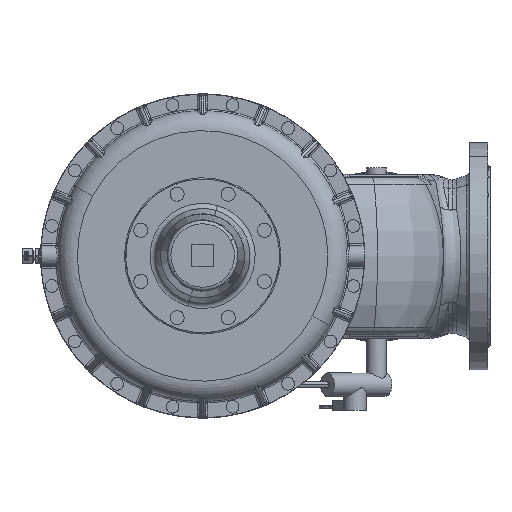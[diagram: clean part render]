
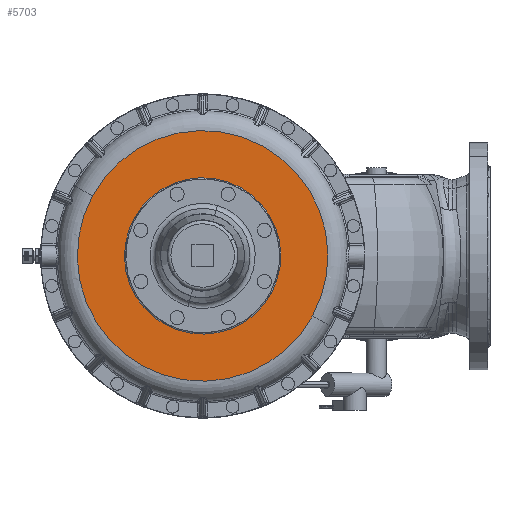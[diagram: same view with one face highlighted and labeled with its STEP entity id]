
A CAD part, top view. The second image highlights one B-rep face of the part: STEP entity #5703.
In plain terms, the highlighted planar face has unit normal (0, 0, 1).
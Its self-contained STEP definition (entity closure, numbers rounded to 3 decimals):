
#5419=CARTESIAN_POINT('Axis2P3D Location',(0.,0.,436.5)) ;
#5423=CARTESIAN_POINT('Vertex',(102.677,-56.093,436.5)) ;
#5425=CARTESIAN_POINT('Vertex',(-102.677,56.093,436.5)) ;
#5450=CARTESIAN_POINT('Axis2P3D Location',(0.,0.,436.5)) ;
#5676=CARTESIAN_POINT('Axis2P3D Location',(187.5,0.,436.5)) ;
#5681=CARTESIAN_POINT('Axis2P3D Location',(0.,0.,436.5)) ;
#5685=CARTESIAN_POINT('Vertex',(164.547,-89.892,436.5)) ;
#5687=CARTESIAN_POINT('Vertex',(-164.547,89.892,436.5)) ;
#5690=CARTESIAN_POINT('Axis2P3D Location',(0.,0.,436.5)) ;
#5420=DIRECTION('Axis2P3D Direction',(0.,0.,1.)) ;
#5451=DIRECTION('Axis2P3D Direction',(0.,0.,1.)) ;
#5677=DIRECTION('Axis2P3D Direction',(0.,0.,-1.)) ;
#5678=DIRECTION('Axis2P3D XDirection',(1.,0.,0.)) ;
#5682=DIRECTION('Axis2P3D Direction',(0.,0.,-1.)) ;
#5691=DIRECTION('Axis2P3D Direction',(0.,0.,-1.)) ;
#5421=AXIS2_PLACEMENT_3D('Circle Axis2P3D',#5419,#5420,$) ;
#5452=AXIS2_PLACEMENT_3D('Circle Axis2P3D',#5450,#5451,$) ;
#5679=AXIS2_PLACEMENT_3D('Plane Axis2P3D',#5676,#5677,#5678) ;
#5683=AXIS2_PLACEMENT_3D('Circle Axis2P3D',#5681,#5682,$) ;
#5692=AXIS2_PLACEMENT_3D('Circle Axis2P3D',#5690,#5691,$) ;
#5696=ORIENTED_EDGE('',*,*,#5689,.F.) ;
#5697=ORIENTED_EDGE('',*,*,#5694,.F.) ;
#5700=ORIENTED_EDGE('',*,*,#5427,.T.) ;
#5701=ORIENTED_EDGE('',*,*,#5454,.T.) ;
#5702=FACE_BOUND('',#5699,.T.) ;
#5703=ADVANCED_FACE('Brep With Voids',(#5698,#5702),#5680,.F.) ;
#5422=CIRCLE('generated circle',#5421,117.) ;
#5453=CIRCLE('generated circle',#5452,117.) ;
#5684=CIRCLE('generated circle',#5683,187.5) ;
#5693=CIRCLE('generated circle',#5692,187.5) ;
#5427=EDGE_CURVE('',#5424,#5426,#5422,.F.) ;
#5454=EDGE_CURVE('',#5426,#5424,#5453,.F.) ;
#5689=EDGE_CURVE('',#5686,#5688,#5684,.T.) ;
#5694=EDGE_CURVE('',#5688,#5686,#5693,.T.) ;
#5695=EDGE_LOOP('',(#5696,#5697)) ;
#5699=EDGE_LOOP('',(#5700,#5701)) ;
#5698=FACE_OUTER_BOUND('',#5695,.T.) ;
#5680=PLANE('Plane',#5679) ;
#5424=VERTEX_POINT('',#5423) ;
#5426=VERTEX_POINT('',#5425) ;
#5686=VERTEX_POINT('',#5685) ;
#5688=VERTEX_POINT('',#5687) ;
